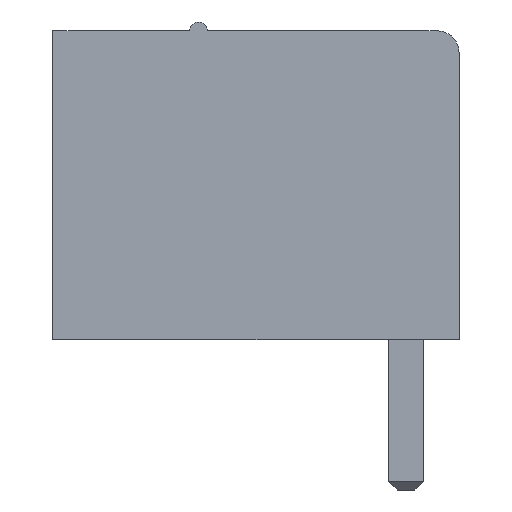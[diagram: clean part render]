
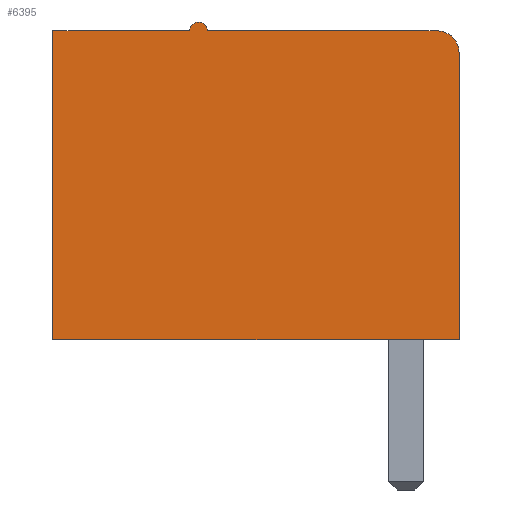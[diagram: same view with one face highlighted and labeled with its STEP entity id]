
A CAD part, left-side view. The second image highlights one B-rep face of the part: STEP entity #6395.
In plain terms, the highlighted planar face has unit normal (-1, 0, 0).
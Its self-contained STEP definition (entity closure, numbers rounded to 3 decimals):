
#169=CIRCLE('',#6926,0.5);
#170=CIRCLE('',#6927,0.2);
#446=FACE_OUTER_BOUND('',#783,.T.);
#783=EDGE_LOOP('',(#5509,#5510,#5511,#5512,#5513,#5514,#5515));
#1542=LINE('',#10163,#2387);
#1549=LINE('',#10179,#2394);
#1550=LINE('',#10183,#2395);
#1551=LINE('',#10185,#2396);
#1552=LINE('',#10186,#2397);
#2387=VECTOR('',#8342,10.);
#2394=VECTOR('',#8353,10.);
#2395=VECTOR('',#8356,10.);
#2396=VECTOR('',#8357,10.);
#2397=VECTOR('',#8358,10.);
#3022=VERTEX_POINT('',#10160);
#3023=VERTEX_POINT('',#10162);
#3029=VERTEX_POINT('',#10176);
#3030=VERTEX_POINT('',#10178);
#3031=VERTEX_POINT('',#10180);
#3032=VERTEX_POINT('',#10182);
#3033=VERTEX_POINT('',#10184);
#3865=EDGE_CURVE('',#3022,#3023,#1542,.T.);
#3872=EDGE_CURVE('',#3029,#3022,#169,.T.);
#3873=EDGE_CURVE('',#3030,#3029,#1549,.T.);
#3874=EDGE_CURVE('',#3031,#3030,#170,.T.);
#3875=EDGE_CURVE('',#3032,#3031,#1550,.T.);
#3876=EDGE_CURVE('',#3033,#3032,#1551,.T.);
#3877=EDGE_CURVE('',#3023,#3033,#1552,.T.);
#5509=ORIENTED_EDGE('',*,*,#3872,.F.);
#5510=ORIENTED_EDGE('',*,*,#3873,.F.);
#5511=ORIENTED_EDGE('',*,*,#3874,.F.);
#5512=ORIENTED_EDGE('',*,*,#3875,.F.);
#5513=ORIENTED_EDGE('',*,*,#3876,.F.);
#5514=ORIENTED_EDGE('',*,*,#3877,.F.);
#5515=ORIENTED_EDGE('',*,*,#3865,.F.);
#6073=PLANE('',#6925);
#6395=ADVANCED_FACE('',(#446),#6073,.F.);
#6925=AXIS2_PLACEMENT_3D('',#10175,#8349,#8350);
#6926=AXIS2_PLACEMENT_3D('',#10177,#8351,#8352);
#6927=AXIS2_PLACEMENT_3D('',#10181,#8354,#8355);
#8342=DIRECTION('',(0.,0.,-1.));
#8349=DIRECTION('center_axis',(1.,0.,0.));
#8350=DIRECTION('ref_axis',(0.,0.,-1.));
#8351=DIRECTION('center_axis',(1.,0.,0.));
#8352=DIRECTION('ref_axis',(0.,0.,1.));
#8353=DIRECTION('',(0.,-1.,0.));
#8354=DIRECTION('center_axis',(1.,0.,0.));
#8355=DIRECTION('ref_axis',(0.,1.,0.));
#8356=DIRECTION('',(0.,-1.,0.));
#8357=DIRECTION('',(0.,0.,1.));
#8358=DIRECTION('',(0.,1.,0.));
#10160=CARTESIAN_POINT('',(-2.54,-1.2,6.5));
#10162=CARTESIAN_POINT('',(-2.54,-1.2,0.));
#10163=CARTESIAN_POINT('',(-2.54,-1.2,6.5));
#10175=CARTESIAN_POINT('Origin',(-2.54,3.461,3.465));
#10176=CARTESIAN_POINT('',(-2.54,-0.7,7.));
#10177=CARTESIAN_POINT('Origin',(-2.54,-0.7,6.5));
#10178=CARTESIAN_POINT('',(-2.54,4.5,7.));
#10179=CARTESIAN_POINT('',(-2.54,4.5,7.));
#10180=CARTESIAN_POINT('',(-2.54,4.9,7.));
#10181=CARTESIAN_POINT('Origin',(-2.54,4.7,7.));
#10182=CARTESIAN_POINT('',(-2.54,8.,7.));
#10183=CARTESIAN_POINT('',(-2.54,8.,7.));
#10184=CARTESIAN_POINT('',(-2.54,8.,0.));
#10185=CARTESIAN_POINT('',(-2.54,8.,0.));
#10186=CARTESIAN_POINT('',(-2.54,-1.2,0.));
